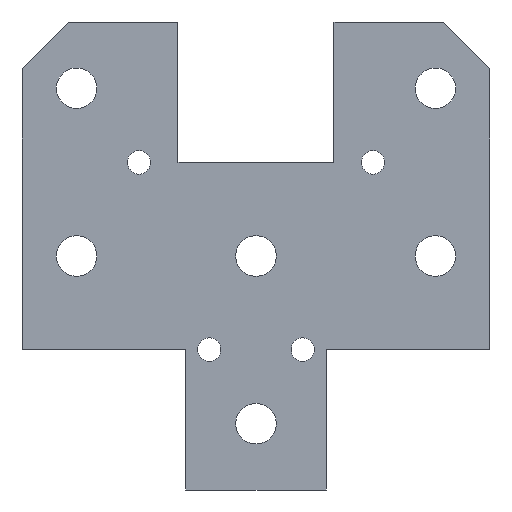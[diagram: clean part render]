
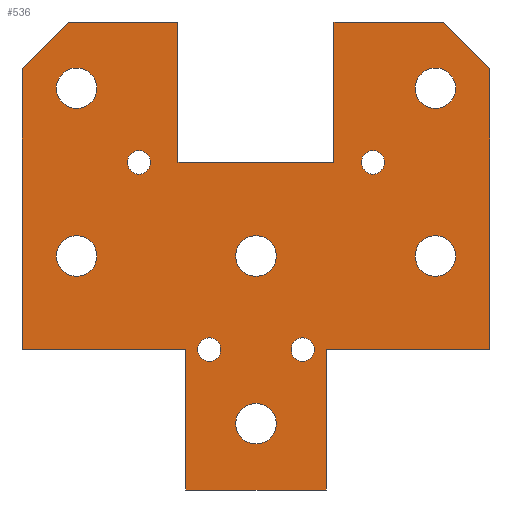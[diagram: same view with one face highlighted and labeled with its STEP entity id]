
A CAD part, front view. The second image highlights one B-rep face of the part: STEP entity #536.
In plain terms, the highlighted planar face has unit normal (0, -1, 0).
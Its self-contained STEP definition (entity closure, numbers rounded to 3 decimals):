
#25=FACE_BOUND('',#103,.T.);
#26=FACE_BOUND('',#104,.T.);
#27=FACE_BOUND('',#105,.T.);
#28=FACE_BOUND('',#106,.T.);
#29=FACE_BOUND('',#107,.T.);
#30=FACE_BOUND('',#108,.T.);
#31=FACE_BOUND('',#109,.T.);
#32=FACE_BOUND('',#110,.T.);
#33=FACE_BOUND('',#111,.T.);
#34=FACE_BOUND('',#112,.T.);
#46=PLANE('',#590);
#66=FACE_OUTER_BOUND('',#102,.T.);
#102=EDGE_LOOP('',(#447,#448,#449,#450,#451,#452,#453,#454,#455,#456,#457,
#458,#459,#460));
#103=EDGE_LOOP('',(#461));
#104=EDGE_LOOP('',(#462));
#105=EDGE_LOOP('',(#463));
#106=EDGE_LOOP('',(#464));
#107=EDGE_LOOP('',(#465));
#108=EDGE_LOOP('',(#466));
#109=EDGE_LOOP('',(#467));
#110=EDGE_LOOP('',(#468));
#111=EDGE_LOOP('',(#469));
#112=EDGE_LOOP('',(#470));
#129=LINE('',#785,#181);
#133=LINE('',#792,#185);
#136=LINE('',#798,#188);
#139=LINE('',#806,#191);
#143=LINE('',#813,#195);
#146=LINE('',#821,#198);
#150=LINE('',#828,#202);
#152=LINE('',#831,#204);
#153=LINE('',#834,#205);
#162=LINE('',#862,#214);
#163=LINE('',#865,#215);
#164=LINE('',#867,#216);
#165=LINE('',#868,#217);
#166=LINE('',#869,#218);
#181=VECTOR('',#641,10.);
#185=VECTOR('',#647,10.);
#188=VECTOR('',#652,10.);
#191=VECTOR('',#657,10.);
#195=VECTOR('',#663,10.);
#198=VECTOR('',#668,10.);
#202=VECTOR('',#674,10.);
#204=VECTOR('',#678,10.);
#205=VECTOR('',#681,10.);
#214=VECTOR('',#706,10.);
#215=VECTOR('',#709,10.);
#216=VECTOR('',#710,10.);
#217=VECTOR('',#711,10.);
#218=VECTOR('',#712,10.);
#228=CIRCLE('',#563,1.5);
#230=CIRCLE('',#566,1.5);
#232=CIRCLE('',#569,1.5);
#234=CIRCLE('',#572,1.5);
#241=CIRCLE('',#591,2.6);
#242=CIRCLE('',#592,2.6);
#243=CIRCLE('',#593,2.6);
#244=CIRCLE('',#594,2.6);
#245=CIRCLE('',#595,2.6);
#246=CIRCLE('',#596,2.6);
#248=VERTEX_POINT('',#757);
#250=VERTEX_POINT('',#763);
#252=VERTEX_POINT('',#769);
#254=VERTEX_POINT('',#775);
#257=VERTEX_POINT('',#782);
#258=VERTEX_POINT('',#784);
#260=VERTEX_POINT('',#790);
#262=VERTEX_POINT('',#796);
#265=VERTEX_POINT('',#803);
#266=VERTEX_POINT('',#805);
#268=VERTEX_POINT('',#811);
#271=VERTEX_POINT('',#818);
#272=VERTEX_POINT('',#820);
#274=VERTEX_POINT('',#826);
#275=VERTEX_POINT('',#833);
#286=VERTEX_POINT('',#860);
#287=VERTEX_POINT('',#864);
#288=VERTEX_POINT('',#866);
#289=VERTEX_POINT('',#870);
#290=VERTEX_POINT('',#872);
#291=VERTEX_POINT('',#874);
#292=VERTEX_POINT('',#876);
#293=VERTEX_POINT('',#878);
#294=VERTEX_POINT('',#880);
#297=EDGE_CURVE('',#248,#248,#228,.T.);
#300=EDGE_CURVE('',#250,#250,#230,.T.);
#303=EDGE_CURVE('',#252,#252,#232,.T.);
#306=EDGE_CURVE('',#254,#254,#234,.T.);
#309=EDGE_CURVE('',#258,#257,#129,.T.);
#313=EDGE_CURVE('',#257,#260,#133,.T.);
#316=EDGE_CURVE('',#260,#262,#136,.T.);
#319=EDGE_CURVE('',#266,#265,#139,.T.);
#323=EDGE_CURVE('',#265,#268,#143,.T.);
#326=EDGE_CURVE('',#272,#271,#146,.T.);
#330=EDGE_CURVE('',#271,#274,#150,.T.);
#332=EDGE_CURVE('',#274,#266,#152,.T.);
#333=EDGE_CURVE('',#275,#258,#153,.T.);
#348=EDGE_CURVE('',#268,#286,#162,.T.);
#349=EDGE_CURVE('',#262,#287,#163,.T.);
#350=EDGE_CURVE('',#288,#287,#164,.T.);
#351=EDGE_CURVE('',#288,#272,#165,.T.);
#352=EDGE_CURVE('',#275,#286,#166,.T.);
#353=EDGE_CURVE('',#289,#289,#241,.T.);
#354=EDGE_CURVE('',#290,#290,#242,.T.);
#355=EDGE_CURVE('',#291,#291,#243,.T.);
#356=EDGE_CURVE('',#292,#292,#244,.T.);
#357=EDGE_CURVE('',#293,#293,#245,.T.);
#358=EDGE_CURVE('',#294,#294,#246,.T.);
#447=ORIENTED_EDGE('',*,*,#316,.T.);
#448=ORIENTED_EDGE('',*,*,#349,.T.);
#449=ORIENTED_EDGE('',*,*,#350,.F.);
#450=ORIENTED_EDGE('',*,*,#351,.T.);
#451=ORIENTED_EDGE('',*,*,#326,.T.);
#452=ORIENTED_EDGE('',*,*,#330,.T.);
#453=ORIENTED_EDGE('',*,*,#332,.T.);
#454=ORIENTED_EDGE('',*,*,#319,.T.);
#455=ORIENTED_EDGE('',*,*,#323,.T.);
#456=ORIENTED_EDGE('',*,*,#348,.T.);
#457=ORIENTED_EDGE('',*,*,#352,.F.);
#458=ORIENTED_EDGE('',*,*,#333,.T.);
#459=ORIENTED_EDGE('',*,*,#309,.T.);
#460=ORIENTED_EDGE('',*,*,#313,.T.);
#461=ORIENTED_EDGE('',*,*,#297,.T.);
#462=ORIENTED_EDGE('',*,*,#300,.T.);
#463=ORIENTED_EDGE('',*,*,#303,.T.);
#464=ORIENTED_EDGE('',*,*,#306,.T.);
#465=ORIENTED_EDGE('',*,*,#353,.F.);
#466=ORIENTED_EDGE('',*,*,#354,.F.);
#467=ORIENTED_EDGE('',*,*,#355,.F.);
#468=ORIENTED_EDGE('',*,*,#356,.F.);
#469=ORIENTED_EDGE('',*,*,#357,.F.);
#470=ORIENTED_EDGE('',*,*,#358,.F.);
#536=ADVANCED_FACE('',(#66,#25,#26,#27,#28,#29,#30,#31,#32,#33,#34),#46,
 .F.);
#563=AXIS2_PLACEMENT_3D('',#759,#614,#615);
#566=AXIS2_PLACEMENT_3D('',#765,#621,#622);
#569=AXIS2_PLACEMENT_3D('',#771,#628,#629);
#572=AXIS2_PLACEMENT_3D('',#777,#635,#636);
#590=AXIS2_PLACEMENT_3D('',#863,#707,#708);
#591=AXIS2_PLACEMENT_3D('',#871,#713,#714);
#592=AXIS2_PLACEMENT_3D('',#873,#715,#716);
#593=AXIS2_PLACEMENT_3D('',#875,#717,#718);
#594=AXIS2_PLACEMENT_3D('',#877,#719,#720);
#595=AXIS2_PLACEMENT_3D('',#879,#721,#722);
#596=AXIS2_PLACEMENT_3D('',#881,#723,#724);
#614=DIRECTION('center_axis',(0.,1.,0.));
#615=DIRECTION('ref_axis',(-1.,0.,0.));
#621=DIRECTION('center_axis',(0.,1.,0.));
#622=DIRECTION('ref_axis',(-1.,0.,0.));
#628=DIRECTION('center_axis',(0.,1.,0.));
#629=DIRECTION('ref_axis',(-1.,0.,0.));
#635=DIRECTION('center_axis',(0.,1.,0.));
#636=DIRECTION('ref_axis',(-1.,0.,0.));
#641=DIRECTION('',(0.,0.,-1.));
#647=DIRECTION('',(-1.,0.,0.));
#652=DIRECTION('',(0.,0.,1.));
#657=DIRECTION('',(0.,0.,1.));
#663=DIRECTION('',(1.,0.,0.));
#668=DIRECTION('',(1.,0.,0.));
#674=DIRECTION('',(0.,0.,-1.));
#678=DIRECTION('',(1.,0.,0.));
#681=DIRECTION('',(-1.,0.,0.));
#706=DIRECTION('',(0.,0.,1.));
#707=DIRECTION('center_axis',(0.,1.,0.));
#708=DIRECTION('ref_axis',(1.,0.,0.));
#709=DIRECTION('',(-1.,0.,0.));
#710=DIRECTION('',(0.707,0.,0.707));
#711=DIRECTION('',(0.,0.,-1.));
#712=DIRECTION('',(0.707,0.,-0.707));
#713=DIRECTION('center_axis',(0.,-1.,0.));
#714=DIRECTION('ref_axis',(1.,0.,0.));
#715=DIRECTION('center_axis',(0.,-1.,0.));
#716=DIRECTION('ref_axis',(1.,0.,0.));
#717=DIRECTION('center_axis',(0.,-1.,0.));
#718=DIRECTION('ref_axis',(1.,0.,0.));
#719=DIRECTION('center_axis',(0.,-1.,0.));
#720=DIRECTION('ref_axis',(1.,0.,0.));
#721=DIRECTION('center_axis',(0.,-1.,0.));
#722=DIRECTION('ref_axis',(1.,0.,0.));
#723=DIRECTION('center_axis',(0.,-1.,0.));
#724=DIRECTION('ref_axis',(1.,0.,0.));
#757=CARTESIAN_POINT('',(16.5,0.,12.));
#759=CARTESIAN_POINT('Origin',(15.,0.,12.));
#763=CARTESIAN_POINT('',(-4.5,0.,-12.));
#765=CARTESIAN_POINT('Origin',(-6.,0.,-12.));
#769=CARTESIAN_POINT('',(-13.5,0.,12.));
#771=CARTESIAN_POINT('Origin',(-15.,0.,12.));
#775=CARTESIAN_POINT('',(7.5,0.,-12.));
#777=CARTESIAN_POINT('Origin',(6.,0.,-12.));
#782=CARTESIAN_POINT('',(10.,0.,12.));
#784=CARTESIAN_POINT('',(10.,0.,30.));
#785=CARTESIAN_POINT('',(10.,0.,1.));
#790=CARTESIAN_POINT('',(-10.,0.,12.));
#792=CARTESIAN_POINT('',(-5.,0.,12.));
#796=CARTESIAN_POINT('',(-10.,0.,30.));
#798=CARTESIAN_POINT('',(-10.,0.,10.));
#803=CARTESIAN_POINT('',(9.,0.,-12.));
#805=CARTESIAN_POINT('',(9.,0.,-30.));
#806=CARTESIAN_POINT('',(9.,0.,-11.));
#811=CARTESIAN_POINT('',(30.,0.,-12.));
#813=CARTESIAN_POINT('',(15.,0.,-12.));
#818=CARTESIAN_POINT('',(-9.,0.,-12.));
#820=CARTESIAN_POINT('',(-30.,0.,-12.));
#821=CARTESIAN_POINT('',(-4.5,0.,-12.));
#826=CARTESIAN_POINT('',(-9.,0.,-30.));
#828=CARTESIAN_POINT('',(-9.,0.,-20.));
#831=CARTESIAN_POINT('',(4.5,0.,-30.));
#833=CARTESIAN_POINT('',(24.,0.,30.));
#834=CARTESIAN_POINT('',(30.,0.,30.));
#860=CARTESIAN_POINT('',(30.,0.,24.));
#862=CARTESIAN_POINT('',(30.,0.,-30.));
#863=CARTESIAN_POINT('Origin',(0.,0.,-10.));
#864=CARTESIAN_POINT('',(-24.,0.,30.));
#865=CARTESIAN_POINT('',(30.,0.,30.));
#866=CARTESIAN_POINT('',(-30.,0.,24.));
#867=CARTESIAN_POINT('',(-29.5,0.,24.5));
#868=CARTESIAN_POINT('',(-30.,0.,30.));
#869=CARTESIAN_POINT('',(29.5,0.,24.5));
#870=CARTESIAN_POINT('',(20.4,0.,21.5));
#871=CARTESIAN_POINT('Origin',(23.,0.,21.5));
#872=CARTESIAN_POINT('',(20.4,0.,0.));
#873=CARTESIAN_POINT('Origin',(23.,0.,0.));
#874=CARTESIAN_POINT('',(-25.6,0.,0.));
#875=CARTESIAN_POINT('Origin',(-23.,0.,0.));
#876=CARTESIAN_POINT('',(-2.6,0.,-21.5));
#877=CARTESIAN_POINT('Origin',(0.,0.,-21.5));
#878=CARTESIAN_POINT('',(-25.6,0.,21.5));
#879=CARTESIAN_POINT('Origin',(-23.,0.,21.5));
#880=CARTESIAN_POINT('',(-2.6,0.,0.));
#881=CARTESIAN_POINT('Origin',(0.,0.,0.));
